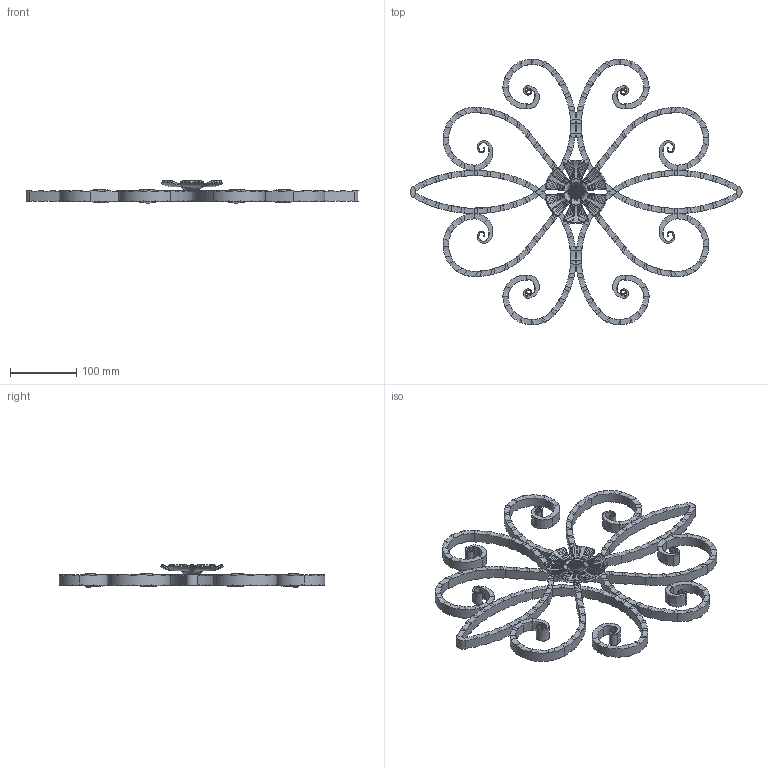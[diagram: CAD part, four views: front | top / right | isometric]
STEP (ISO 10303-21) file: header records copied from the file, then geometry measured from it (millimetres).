
FILE_DESCRIPTION (( 'STEP AP203' ), '1' );
FILE_NAME ('4574.STEP', '2023-11-22T14:15:48', ( '' ), ( '' ), 'SwSTEP 2.0', 'SolidWorks 2018', '' );
FILE_SCHEMA (( 'CONFIG_CONTROL_DESIGN' ));
Products named in the file (1): 4574
Bounding box: 499.93 x 400 x 33.23 mm (x, y, z)
Volume: 506482.9 mm3; surface area: 212775.4 mm2
Topology: 7 solids, 7 shells, 1658 faces, 4596 edges, 3004 vertices
Faces by surface type: plane 824, cylinder 506, bspline 156, torus 99, sphere 67, cone 6
Full cylindrical faces by diameter (mm): 10 x1, 22 x1
Entity records: 68631 total; most frequent: CARTESIAN_POINT 27671, ORIENTED_EDGE 9176, DIRECTION 8045, EDGE_CURVE 4588, AXIS2_PLACEMENT_3D 3250, VERTEX_POINT 3001, CIRCLE 1747, EDGE_LOOP 1719
